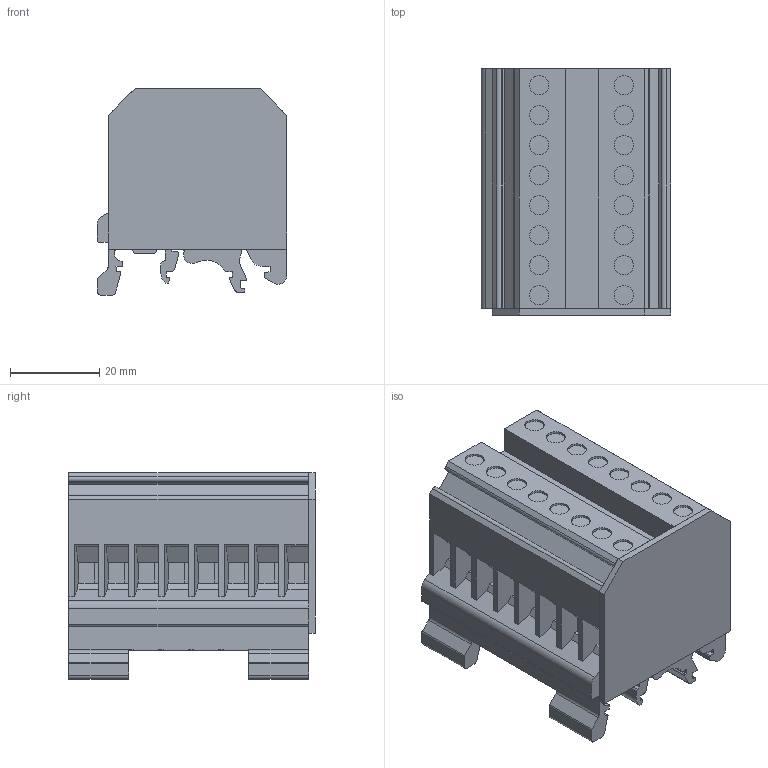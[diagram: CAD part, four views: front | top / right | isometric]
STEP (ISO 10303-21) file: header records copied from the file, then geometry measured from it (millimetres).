
FILE_DESCRIPTION(/* description */ ('Unknown'),/* implementation_level */ '2;1');
FILE_NAME(/* name */ 'FDBK8_3D_SOLID',/* time_stamp */ '2024-11-08T09:58:56+05:00',/* author */ ('Unknown'),/* organization */ ('Unknown'),/* preprocessor_version */ 'ST-DEVELOPER v16.7',/* originating_system */ 'Solid Edge',/* authorisation */ 'Unknown');
FILE_SCHEMA (('AUTOMOTIVE_DESIGN {1 0 10303 214 3 1 1}'));
Length unit declared in the file: millimetre
Products named in the file (1): FDBK8_GY_3D
Bounding box: 42.5 x 55.28 x 46.4 mm (x, y, z)
Volume: 74112.4 mm3; surface area: 22445.8 mm2
Topology: 1 solids, 2 shells, 440 faces, 1235 edges, 824 vertices
Faces by surface type: plane 360, cylinder 80
Full cylindrical faces by diameter (mm): 2.9 x2, 4.3 x16
Entity records: 13965 total; most frequent: CARTESIAN_POINT 2478, ORIENTED_EDGE 2430, DIRECTION 2259, EDGE_CURVE 1215, LINE 1053, VECTOR 1053, VERTEX_POINT 822, AXIS2_PLACEMENT_3D 603
